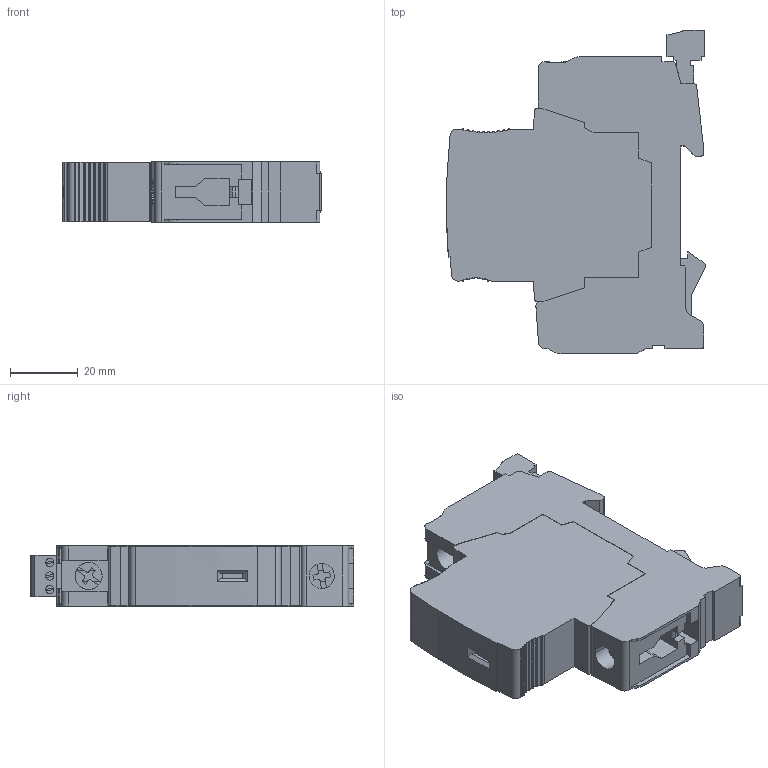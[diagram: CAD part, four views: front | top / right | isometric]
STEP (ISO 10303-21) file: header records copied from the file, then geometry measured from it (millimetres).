
FILE_DESCRIPTION((''),'2;1');
FILE_NAME('B80001508','2017-02-23T',('FRJEGUI'),(''),'CREO PARAMETRIC BY PTC INC, 2016380','CREO PARAMETRIC BY PTC INC, 2016380','');
FILE_SCHEMA(('CONFIG_CONTROL_DESIGN'));
Length unit declared in the file: millimetre
Products named in the file (1): B80001508
Bounding box: 76.67 x 95.8 x 17.8 mm (x, y, z)
Volume: 85570.7 mm3; surface area: 19979.5 mm2
Topology: 1 solids, 1 shells, 413 faces, 1196 edges, 790 vertices
Faces by surface type: plane 312, cylinder 99, cone 2
Entity records: 13592 total; most frequent: CARTESIAN_POINT 2461, ORIENTED_EDGE 2392, DIRECTION 2238, EDGE_CURVE 1196, VECTOR 968, LINE 968, VERTEX_POINT 790, AXIS2_PLACEMENT_3D 635
